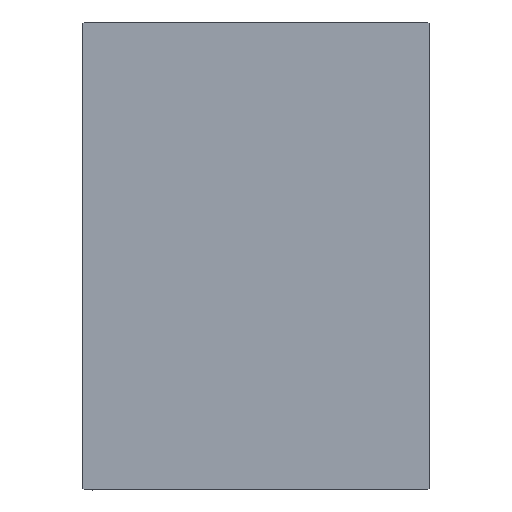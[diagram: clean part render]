
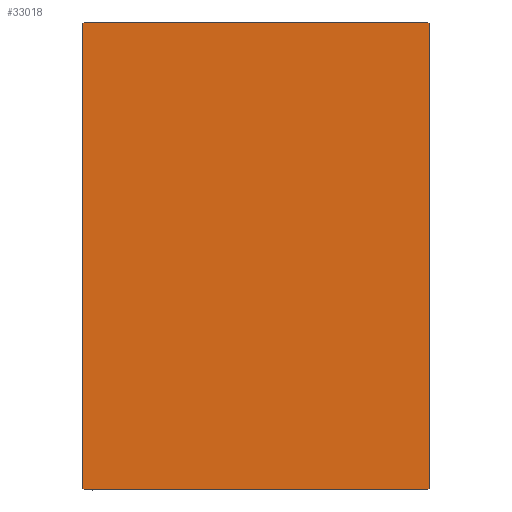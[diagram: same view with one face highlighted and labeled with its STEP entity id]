
A CAD part, left-side view. The second image highlights one B-rep face of the part: STEP entity #33018.
In plain terms, the highlighted face is planar.
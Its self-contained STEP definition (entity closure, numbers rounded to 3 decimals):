
#299 = AXIS2_PLACEMENT_3D ( 'NONE', #21712, #24952, #41023 ) ;
#697 = VERTEX_POINT ( 'NONE', #8829 ) ;
#1392 = CARTESIAN_POINT ( 'NONE',  ( 143., 36.85, -36.85 ) ) ;
#1508 = VERTEX_POINT ( 'NONE', #32023 ) ;
#3210 = EDGE_CURVE ( 'NONE', #697, #24722, #7543, .T. ) ;
#4383 = CARTESIAN_POINT ( 'NONE',  ( 143., -36.85, -36.85 ) ) ;
#5273 = CARTESIAN_POINT ( 'NONE',  ( 143., 31.5, 42.2 ) ) ;
#5800 = EDGE_CURVE ( 'NONE', #42806, #18031, #41254, .T. ) ;
#6094 = CARTESIAN_POINT ( 'NONE',  ( 143., -31.5, 42.2 ) ) ;
#7543 = LINE ( 'NONE', #14272, #24185 ) ;
#7761 = CARTESIAN_POINT ( 'NONE',  ( 143., -31.5, 42.5 ) ) ;
#8066 = EDGE_CURVE ( 'NONE', #10769, #42806, #27918, .T. ) ;
#8068 = DIRECTION ( 'NONE',  ( 0., -0.707, -0.707 ) ) ;
#8277 = CARTESIAN_POINT ( 'NONE',  ( 143., -36.85, 36.85 ) ) ;
#8829 = CARTESIAN_POINT ( 'NONE',  ( 143., 31.5, -42.2 ) ) ;
#9183 = LINE ( 'NONE', #32163, #38829 ) ;
#9750 = ORIENTED_EDGE ( 'NONE', *, *, #3210, .T. ) ;
#10769 = VERTEX_POINT ( 'NONE', #6094 ) ;
#11497 = ORIENTED_EDGE ( 'NONE', *, *, #33048, .T. ) ;
#11673 = DIRECTION ( 'NONE',  ( 0., 0., -1. ) ) ;
#11797 = EDGE_CURVE ( 'NONE', #24722, #16088, #40965, .T. ) ;
#11968 = CARTESIAN_POINT ( 'NONE',  ( 143., 31.5, 42.5 ) ) ;
#13865 = CARTESIAN_POINT ( 'NONE',  ( 143., 36.85, 36.85 ) ) ;
#14139 = CARTESIAN_POINT ( 'NONE',  ( 143., -31.2, 42.5 ) ) ;
#14272 = CARTESIAN_POINT ( 'NONE',  ( 143., 31.5, -42.5 ) ) ;
#14614 = VECTOR ( 'NONE', #11673, 1000. ) ;
#15214 = LINE ( 'NONE', #11968, #22972 ) ;
#15966 = VECTOR ( 'NONE', #31263, 1000. ) ;
#16088 = VERTEX_POINT ( 'NONE', #34104 ) ;
#16443 = EDGE_CURVE ( 'NONE', #1508, #697, #21341, .T. ) ;
#16866 = EDGE_LOOP ( 'NONE', ( #22056, #19389, #9750, #25879, #24479, #11497, #27607, #19913 ) ) ;
#16995 = VECTOR ( 'NONE', #21127, 1000. ) ;
#17620 = VECTOR ( 'NONE', #8068, 1000. ) ;
#18031 = VERTEX_POINT ( 'NONE', #32267 ) ;
#18640 = EDGE_CURVE ( 'NONE', #18031, #1508, #9183, .T. ) ;
#19354 = DIRECTION ( 'NONE',  ( 0., 1., 0. ) ) ;
#19389 = ORIENTED_EDGE ( 'NONE', *, *, #16443, .T. ) ;
#19913 = ORIENTED_EDGE ( 'NONE', *, *, #5800, .T. ) ;
#20982 = EDGE_CURVE ( 'NONE', #16088, #32908, #15214, .T. ) ;
#21009 = CARTESIAN_POINT ( 'NONE',  ( 143., -31.5, -42.2 ) ) ;
#21127 = DIRECTION ( 'NONE',  ( 0., 0.707, 0.707 ) ) ;
#21341 = LINE ( 'NONE', #1392, #16995 ) ;
#21712 = CARTESIAN_POINT ( 'NONE',  ( 143., 0., 0. ) ) ;
#21930 = DIRECTION ( 'NONE',  ( 0., -1., 0. ) ) ;
#22056 = ORIENTED_EDGE ( 'NONE', *, *, #18640, .T. ) ;
#22972 = VECTOR ( 'NONE', #21930, 1000. ) ;
#24185 = VECTOR ( 'NONE', #30952, 1000. ) ;
#24479 = ORIENTED_EDGE ( 'NONE', *, *, #20982, .T. ) ;
#24722 = VERTEX_POINT ( 'NONE', #5273 ) ;
#24952 = DIRECTION ( 'NONE',  ( 1., 0., 0. ) ) ;
#25879 = ORIENTED_EDGE ( 'NONE', *, *, #11797, .T. ) ;
#27607 = ORIENTED_EDGE ( 'NONE', *, *, #8066, .T. ) ;
#27918 = LINE ( 'NONE', #7761, #14614 ) ;
#30329 = DIRECTION ( 'NONE',  ( 0., -0.707, 0.707 ) ) ;
#30952 = DIRECTION ( 'NONE',  ( 0., 0., 1. ) ) ;
#31263 = DIRECTION ( 'NONE',  ( 0., 0.707, -0.707 ) ) ;
#31897 = PLANE ( 'NONE',  #299 ) ;
#32023 = CARTESIAN_POINT ( 'NONE',  ( 143., 31.2, -42.5 ) ) ;
#32163 = CARTESIAN_POINT ( 'NONE',  ( 143., -31.5, -42.5 ) ) ;
#32267 = CARTESIAN_POINT ( 'NONE',  ( 143., -31.2, -42.5 ) ) ;
#32908 = VERTEX_POINT ( 'NONE', #14139 ) ;
#33018 = ADVANCED_FACE ( 'NONE', ( #34508 ), #31897, .T. ) ;
#33048 = EDGE_CURVE ( 'NONE', #32908, #10769, #37759, .T. ) ;
#34104 = CARTESIAN_POINT ( 'NONE',  ( 143., 31.2, 42.5 ) ) ;
#34508 = FACE_OUTER_BOUND ( 'NONE', #16866, .T. ) ;
#37566 = VECTOR ( 'NONE', #30329, 1000. ) ;
#37759 = LINE ( 'NONE', #8277, #17620 ) ;
#38829 = VECTOR ( 'NONE', #19354, 1000. ) ;
#40965 = LINE ( 'NONE', #13865, #37566 ) ;
#41023 = DIRECTION ( 'NONE',  ( 0., 0., -1. ) ) ;
#41254 = LINE ( 'NONE', #4383, #15966 ) ;
#42806 = VERTEX_POINT ( 'NONE', #21009 ) ;
